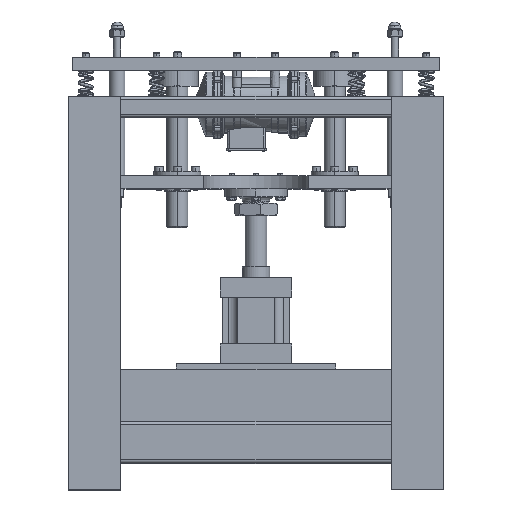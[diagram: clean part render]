
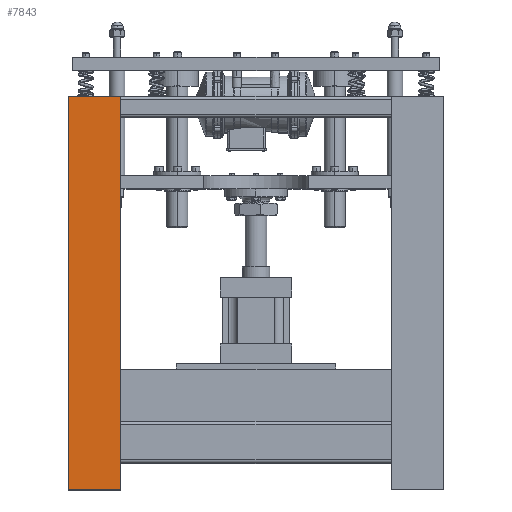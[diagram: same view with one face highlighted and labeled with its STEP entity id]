
A CAD part, top view. The second image highlights one B-rep face of the part: STEP entity #7843.
In plain terms, the highlighted free-form (B-spline) face has degree [1, 1] with [2, 2] control points.
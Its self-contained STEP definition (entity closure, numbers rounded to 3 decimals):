
#7843 = ADVANCED_FACE('',(#7844),#7874,.F.);
#7844 = FACE_BOUND('',#7845,.T.);
#7845 = EDGE_LOOP('',(#7846,#7855,#7862,#7869));
#7846 = ORIENTED_EDGE('',*,*,#7847,.T.);
#7847 = EDGE_CURVE('',#7848,#7850,#7852,.T.);
#7848 = VERTEX_POINT('',#7849);
#7849 = CARTESIAN_POINT('',(0.,0.,
    711.621));
#7850 = VERTEX_POINT('',#7851);
#7851 = CARTESIAN_POINT('',(99.388,0.,
    711.621));
#7852 = B_SPLINE_CURVE_WITH_KNOTS('',1,(#7853,#7854),.UNSPECIFIED.,.F.,
  .F.,(2,2),(-100.,0.),.PIECEWISE_BEZIER_KNOTS.);
#7853 = CARTESIAN_POINT('',(0.,0.,
    711.621));
#7854 = CARTESIAN_POINT('',(99.388,0.,
    711.621));
#7855 = ORIENTED_EDGE('',*,*,#7856,.F.);
#7856 = EDGE_CURVE('',#7857,#7850,#7859,.T.);
#7857 = VERTEX_POINT('',#7858);
#7858 = CARTESIAN_POINT('',(99.388,745.413,
    711.621));
#7859 = B_SPLINE_CURVE_WITH_KNOTS('',1,(#7860,#7861),.UNSPECIFIED.,.F.,
  .F.,(2,2),(-0.,750.),.PIECEWISE_BEZIER_KNOTS.);
#7860 = CARTESIAN_POINT('',(99.388,745.413,
    711.621));
#7861 = CARTESIAN_POINT('',(99.388,0.,
    711.621));
#7862 = ORIENTED_EDGE('',*,*,#7863,.F.);
#7863 = EDGE_CURVE('',#7864,#7857,#7866,.T.);
#7864 = VERTEX_POINT('',#7865);
#7865 = CARTESIAN_POINT('',(0.,745.413,
    711.621));
#7866 = B_SPLINE_CURVE_WITH_KNOTS('',1,(#7867,#7868),.UNSPECIFIED.,.F.,
  .F.,(2,2),(-100.,0.),.PIECEWISE_BEZIER_KNOTS.);
#7867 = CARTESIAN_POINT('',(0.,745.413,
    711.621));
#7868 = CARTESIAN_POINT('',(99.388,745.413,
    711.621));
#7869 = ORIENTED_EDGE('',*,*,#7870,.T.);
#7870 = EDGE_CURVE('',#7864,#7848,#7871,.T.);
#7871 = B_SPLINE_CURVE_WITH_KNOTS('',1,(#7872,#7873),.UNSPECIFIED.,.F.,
  .F.,(2,2),(-0.,750.),.PIECEWISE_BEZIER_KNOTS.);
#7872 = CARTESIAN_POINT('',(0.,745.413,
    711.621));
#7873 = CARTESIAN_POINT('',(0.,0.,
    711.621));
#7874 = B_SPLINE_SURFACE_WITH_KNOTS('',1,1,(
    (#7875,#7876)
    ,(#7877,#7878
    )),.UNSPECIFIED.,.F.,.F.,.F.,(2,2),(2,2),(-0.,100.),(-750.,0.),
  .PIECEWISE_BEZIER_KNOTS.);
#7875 = CARTESIAN_POINT('',(99.388,0.,
    711.621));
#7876 = CARTESIAN_POINT('',(99.388,745.413,
    711.621));
#7877 = CARTESIAN_POINT('',(0.,0.,
    711.621));
#7878 = CARTESIAN_POINT('',(0.,745.413,
    711.621));
